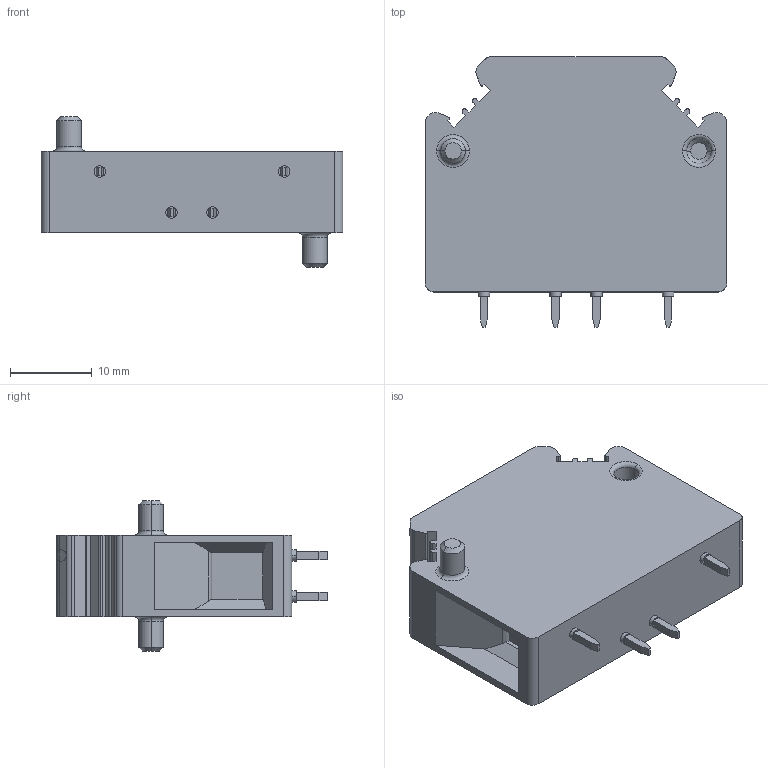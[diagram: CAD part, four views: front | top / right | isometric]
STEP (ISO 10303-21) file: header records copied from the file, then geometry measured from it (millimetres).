
FILE_DESCRIPTION(('SolidDesigner STEP Export'),'1');
FILE_NAME('kds_10-so.stp','2000-06-13T15:35:31',(''),(''), 'SolidDesigner STEP processor Version: 7.0(Mar 1999)for AP214(CD)(Solid Model)', 'CoCreate SolidDesigner: 07.50 21-Dec-99(C) CoCreate Software GmbH','');
FILE_SCHEMA(('AUTOMOTIVE_DESIGN_CC2 {1 2 10303 214 -1 1 5 1}'));
Length unit declared in the file: millimetre
Products named in the file (2): kds_10-so
Assembly tree (1 placements, depth 2):
  kds_10-so
    kds_10-so
Bounding box: 36.8 x 33 x 18.4 mm (x, y, z)
Volume: 7870.6 mm3; surface area: 4394.4 mm2
Topology: 1 solids, 1 shells, 227 faces, 575 edges, 376 vertices
Faces by surface type: plane 131, cylinder 80, torus 8, cone 8
Entity records: 8455 total; most frequent: CARTESIAN_POINT 1395, ORIENTED_EDGE 1150, DIRECTION 995, EDGE_CURVE 575, VERTEX_POINT 376, VECTOR 369, LINE 369, AXIS2_PLACEMENT_3D 313
